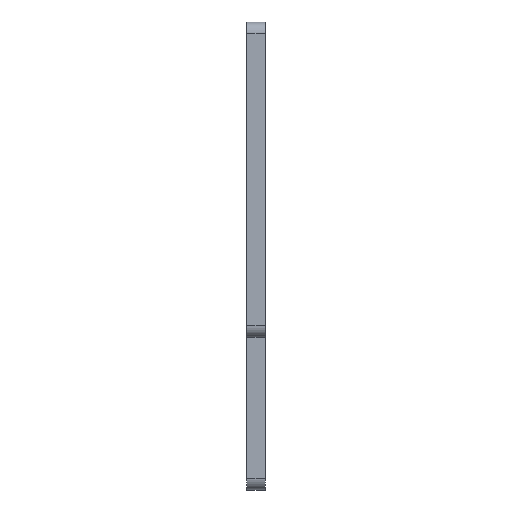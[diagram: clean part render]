
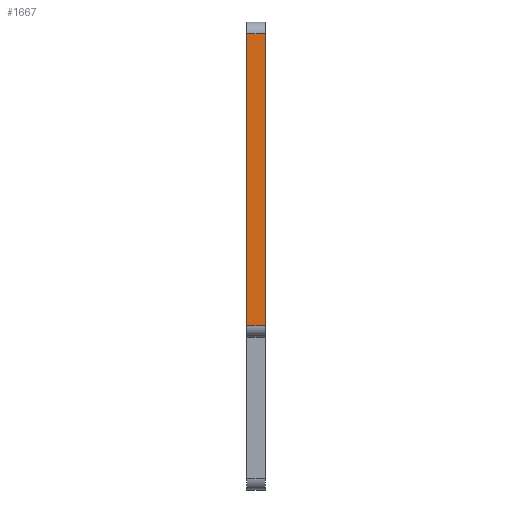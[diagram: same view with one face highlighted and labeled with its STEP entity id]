
A CAD part, top view. The second image highlights one B-rep face of the part: STEP entity #1667.
In plain terms, the highlighted planar face has unit normal (0, 0, 1).
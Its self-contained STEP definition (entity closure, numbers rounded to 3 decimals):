
#115=FACE_OUTER_BOUND('',#222,.T.);
#222=EDGE_LOOP('',(#1444,#1445,#1446,#1447));
#291=LINE('',#2280,#488);
#371=LINE('',#2505,#568);
#464=LINE('',#2698,#661);
#465=LINE('',#2700,#662);
#488=VECTOR('',#1837,50.);
#568=VECTOR('',#1983,50.);
#661=VECTOR('',#2194,10.);
#662=VECTOR('',#2197,10.);
#686=VERTEX_POINT('',#2277);
#687=VERTEX_POINT('',#2279);
#798=VERTEX_POINT('',#2502);
#799=VERTEX_POINT('',#2504);
#844=EDGE_CURVE('',#686,#687,#291,.T.);
#956=EDGE_CURVE('',#798,#799,#371,.T.);
#1056=EDGE_CURVE('',#687,#798,#464,.T.);
#1057=EDGE_CURVE('',#686,#799,#465,.T.);
#1444=ORIENTED_EDGE('',*,*,#1056,.F.);
#1445=ORIENTED_EDGE('',*,*,#844,.F.);
#1446=ORIENTED_EDGE('',*,*,#1057,.T.);
#1447=ORIENTED_EDGE('',*,*,#956,.F.);
#1592=PLANE('',#1802);
#1667=ADVANCED_FACE('',(#115),#1592,.F.);
#1802=AXIS2_PLACEMENT_3D('',#2699,#2195,#2196);
#1837=DIRECTION('',(0.,1.,0.));
#1983=DIRECTION('',(0.,-1.,0.));
#2194=DIRECTION('',(1.,0.,0.));
#2195=DIRECTION('center_axis',(0.,0.,-1.));
#2196=DIRECTION('ref_axis',(0.,1.,0.));
#2197=DIRECTION('',(1.,0.,0.));
#2277=CARTESIAN_POINT('',(0.,-86.,23.));
#2279=CARTESIAN_POINT('',(0.,-36.,23.));
#2280=CARTESIAN_POINT('',(0.,-86.,23.));
#2502=CARTESIAN_POINT('',(3.175,-36.,23.));
#2504=CARTESIAN_POINT('',(3.175,-86.,23.));
#2505=CARTESIAN_POINT('',(3.175,-86.,23.));
#2698=CARTESIAN_POINT('',(3.,-36.,23.));
#2699=CARTESIAN_POINT('Origin',(0.,-86.,23.));
#2700=CARTESIAN_POINT('',(3.,-86.,23.));
